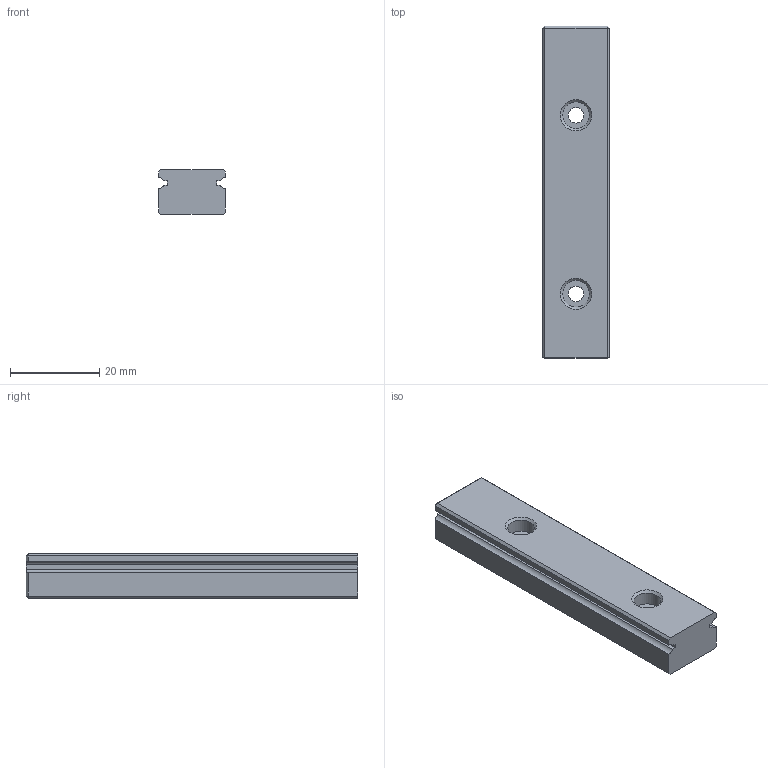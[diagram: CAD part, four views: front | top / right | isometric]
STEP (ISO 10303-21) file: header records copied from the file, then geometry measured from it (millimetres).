
FILE_DESCRIPTION(/* description */ (''),/* implementation_level */ '2;1');
FILE_NAME(/* name */ 'MGN12Body1 Head 2.step',/* time_stamp */ '2026-01-06T23:08:36-06:00',/* author */ (''),/* organization */ (''),/* preprocessor_version */ 'ST-DEVELOPER v20.1',/* originating_system */ 'Autodesk Translation Framework v14.21.0.0',/* authorisation */ '');
FILE_SCHEMA (('AUTOMOTIVE_DESIGN { 1 0 10303 214 3 1 1 }'));
Length unit declared in the file: millimetre
Products named in the file (1): MGN12Body1 Head 2
Bounding box: 15 x 74.37 x 10 mm (x, y, z)
Volume: 10303.3 mm3; surface area: 4592 mm2
Topology: 1 solids, 1 shells, 40 faces, 94 edges, 58 vertices
Faces by surface type: plane 30, cylinder 8, cone 2
Full cylindrical faces by diameter (mm): 3.5 x2, 6 x2
Entity records: 1176 total; most frequent: DIRECTION 198, CARTESIAN_POINT 193, ORIENTED_EDGE 188, EDGE_CURVE 94, LINE 72, VECTOR 72, AXIS2_PLACEMENT_3D 63, VERTEX_POINT 58
